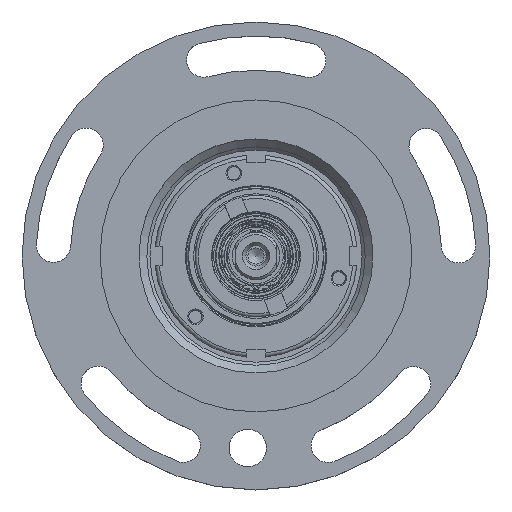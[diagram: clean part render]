
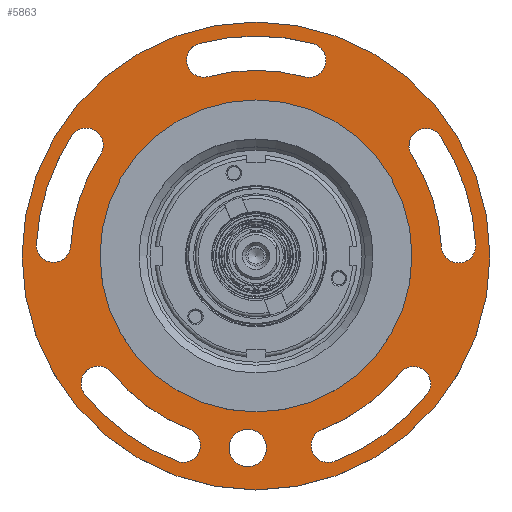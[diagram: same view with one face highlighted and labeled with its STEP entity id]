
A CAD part, top view. The second image highlights one B-rep face of the part: STEP entity #5863.
In plain terms, the highlighted planar face has unit normal (0, 0, 1).
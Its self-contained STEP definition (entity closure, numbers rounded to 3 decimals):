
#5863=ADVANCED_FACE('',(#6908,#6909,#6910,#6911,#6912,#6913,#6914,#6915),
#6214,.T.);
#6214=PLANE('',#14332);
#6908=FACE_BOUND('',#7936,.T.);
#6909=FACE_BOUND('',#7937,.T.);
#6910=FACE_BOUND('',#7938,.T.);
#6911=FACE_BOUND('',#7939,.T.);
#6912=FACE_BOUND('',#7940,.T.);
#6913=FACE_BOUND('',#7941,.T.);
#6914=FACE_BOUND('',#7942,.T.);
#6915=FACE_BOUND('',#7943,.T.);
#7936=EDGE_LOOP('',(#10192));
#7937=EDGE_LOOP('',(#10193,#10194,#10195,#10196));
#7938=EDGE_LOOP('',(#10197,#10198,#10199,#10200));
#7939=EDGE_LOOP('',(#10201));
#7940=EDGE_LOOP('',(#10202));
#7941=EDGE_LOOP('',(#10203,#10204,#10205,#10206));
#7942=EDGE_LOOP('',(#10207,#10208,#10209,#10210));
#7943=EDGE_LOOP('',(#10211,#10212,#10213,#10214));
#10192=ORIENTED_EDGE('',*,*,#12397,.F.);
#10193=ORIENTED_EDGE('',*,*,#12398,.T.);
#10194=ORIENTED_EDGE('',*,*,#12399,.T.);
#10195=ORIENTED_EDGE('',*,*,#12400,.T.);
#10196=ORIENTED_EDGE('',*,*,#12401,.T.);
#10197=ORIENTED_EDGE('',*,*,#12402,.T.);
#10198=ORIENTED_EDGE('',*,*,#12403,.T.);
#10199=ORIENTED_EDGE('',*,*,#12404,.T.);
#10200=ORIENTED_EDGE('',*,*,#12405,.T.);
#10201=ORIENTED_EDGE('',*,*,#12406,.F.);
#10202=ORIENTED_EDGE('',*,*,#12407,.F.);
#10203=ORIENTED_EDGE('',*,*,#12408,.T.);
#10204=ORIENTED_EDGE('',*,*,#12409,.T.);
#10205=ORIENTED_EDGE('',*,*,#12410,.T.);
#10206=ORIENTED_EDGE('',*,*,#12411,.T.);
#10207=ORIENTED_EDGE('',*,*,#12412,.T.);
#10208=ORIENTED_EDGE('',*,*,#12413,.T.);
#10209=ORIENTED_EDGE('',*,*,#12414,.T.);
#10210=ORIENTED_EDGE('',*,*,#12415,.T.);
#10211=ORIENTED_EDGE('',*,*,#12416,.T.);
#10212=ORIENTED_EDGE('',*,*,#12417,.T.);
#10213=ORIENTED_EDGE('',*,*,#12418,.T.);
#10214=ORIENTED_EDGE('',*,*,#12419,.T.);
#11241=VERTEX_POINT('',#21571);
#11242=VERTEX_POINT('',#21573);
#11243=VERTEX_POINT('',#21574);
#11244=VERTEX_POINT('',#21576);
#11245=VERTEX_POINT('',#21578);
#11246=VERTEX_POINT('',#21581);
#11247=VERTEX_POINT('',#21582);
#11248=VERTEX_POINT('',#21584);
#11249=VERTEX_POINT('',#21586);
#11250=VERTEX_POINT('',#21589);
#11251=VERTEX_POINT('',#21591);
#11252=VERTEX_POINT('',#21593);
#11253=VERTEX_POINT('',#21594);
#11254=VERTEX_POINT('',#21596);
#11255=VERTEX_POINT('',#21598);
#11256=VERTEX_POINT('',#21601);
#11257=VERTEX_POINT('',#21602);
#11258=VERTEX_POINT('',#21604);
#11259=VERTEX_POINT('',#21606);
#11260=VERTEX_POINT('',#21609);
#11261=VERTEX_POINT('',#21610);
#11262=VERTEX_POINT('',#21612);
#11263=VERTEX_POINT('',#21614);
#12397=EDGE_CURVE('',#11241,#11241,#13051,.T.);
#12398=EDGE_CURVE('',#11242,#11243,#13052,.T.);
#12399=EDGE_CURVE('',#11243,#11244,#13053,.T.);
#12400=EDGE_CURVE('',#11244,#11245,#13054,.T.);
#12401=EDGE_CURVE('',#11245,#11242,#13055,.T.);
#12402=EDGE_CURVE('',#11246,#11247,#13056,.T.);
#12403=EDGE_CURVE('',#11247,#11248,#13057,.T.);
#12404=EDGE_CURVE('',#11248,#11249,#13058,.T.);
#12405=EDGE_CURVE('',#11249,#11246,#13059,.T.);
#12406=EDGE_CURVE('',#11250,#11250,#13060,.T.);
#12407=EDGE_CURVE('',#11251,#11251,#13061,.T.);
#12408=EDGE_CURVE('',#11252,#11253,#13062,.T.);
#12409=EDGE_CURVE('',#11253,#11254,#13063,.T.);
#12410=EDGE_CURVE('',#11254,#11255,#13064,.T.);
#12411=EDGE_CURVE('',#11255,#11252,#13065,.T.);
#12412=EDGE_CURVE('',#11256,#11257,#13066,.T.);
#12413=EDGE_CURVE('',#11257,#11258,#13067,.T.);
#12414=EDGE_CURVE('',#11258,#11259,#13068,.T.);
#12415=EDGE_CURVE('',#11259,#11256,#13069,.T.);
#12416=EDGE_CURVE('',#11260,#11261,#13070,.T.);
#12417=EDGE_CURVE('',#11261,#11262,#13071,.T.);
#12418=EDGE_CURVE('',#11262,#11263,#13072,.T.);
#12419=EDGE_CURVE('',#11263,#11260,#13073,.T.);
#13051=CIRCLE('',#14309,6.);
#13052=CIRCLE('',#14310,5.5);
#13053=CIRCLE('',#14311,59.5);
#13054=CIRCLE('',#14312,5.5);
#13055=CIRCLE('',#14313,70.5);
#13056=CIRCLE('',#14314,5.5);
#13057=CIRCLE('',#14315,59.5);
#13058=CIRCLE('',#14316,5.5);
#13059=CIRCLE('',#14317,70.5);
#13060=CIRCLE('',#14318,75.);
#13061=CIRCLE('',#14319,50.);
#13062=CIRCLE('',#14320,5.5);
#13063=CIRCLE('',#14321,59.5);
#13064=CIRCLE('',#14322,5.5);
#13065=CIRCLE('',#14323,70.5);
#13066=CIRCLE('',#14324,5.5);
#13067=CIRCLE('',#14325,59.5);
#13068=CIRCLE('',#14326,5.5);
#13069=CIRCLE('',#14327,70.5);
#13070=CIRCLE('',#14328,5.5);
#13071=CIRCLE('',#14329,59.5);
#13072=CIRCLE('',#14330,5.5);
#13073=CIRCLE('',#14331,70.5);
#14309=AXIS2_PLACEMENT_3D('',#21570,#17200,#17201);
#14310=AXIS2_PLACEMENT_3D('',#21572,#17202,#17203);
#14311=AXIS2_PLACEMENT_3D('',#21575,#17204,#17205);
#14312=AXIS2_PLACEMENT_3D('',#21577,#17206,#17207);
#14313=AXIS2_PLACEMENT_3D('',#21579,#17208,#17209);
#14314=AXIS2_PLACEMENT_3D('',#21580,#17210,#17211);
#14315=AXIS2_PLACEMENT_3D('',#21583,#17212,#17213);
#14316=AXIS2_PLACEMENT_3D('',#21585,#17214,#17215);
#14317=AXIS2_PLACEMENT_3D('',#21587,#17216,#17217);
#14318=AXIS2_PLACEMENT_3D('',#21588,#17218,#17219);
#14319=AXIS2_PLACEMENT_3D('',#21590,#17220,#17221);
#14320=AXIS2_PLACEMENT_3D('',#21592,#17222,#17223);
#14321=AXIS2_PLACEMENT_3D('',#21595,#17224,#17225);
#14322=AXIS2_PLACEMENT_3D('',#21597,#17226,#17227);
#14323=AXIS2_PLACEMENT_3D('',#21599,#17228,#17229);
#14324=AXIS2_PLACEMENT_3D('',#21600,#17230,#17231);
#14325=AXIS2_PLACEMENT_3D('',#21603,#17232,#17233);
#14326=AXIS2_PLACEMENT_3D('',#21605,#17234,#17235);
#14327=AXIS2_PLACEMENT_3D('',#21607,#17236,#17237);
#14328=AXIS2_PLACEMENT_3D('',#21608,#17238,#17239);
#14329=AXIS2_PLACEMENT_3D('',#21611,#17240,#17241);
#14330=AXIS2_PLACEMENT_3D('',#21613,#17242,#17243);
#14331=AXIS2_PLACEMENT_3D('',#21615,#17244,#17245);
#14332=AXIS2_PLACEMENT_3D('',#21616,#17246,#17247);
#17200=DIRECTION('',(0.,0.,1.));
#17201=DIRECTION('',(1.,0.,0.));
#17202=DIRECTION('',(0.,0.,-1.));
#17203=DIRECTION('',(1.,0.,0.));
#17204=DIRECTION('',(0.,0.,1.));
#17205=DIRECTION('',(1.,0.,0.));
#17206=DIRECTION('',(0.,0.,-1.));
#17207=DIRECTION('',(1.,0.,0.));
#17208=DIRECTION('',(0.,0.,-1.));
#17209=DIRECTION('',(1.,0.,0.));
#17210=DIRECTION('',(0.,0.,-1.));
#17211=DIRECTION('',(1.,0.,0.));
#17212=DIRECTION('',(0.,0.,1.));
#17213=DIRECTION('',(1.,0.,0.));
#17214=DIRECTION('',(0.,0.,-1.));
#17215=DIRECTION('',(1.,0.,0.));
#17216=DIRECTION('',(0.,0.,-1.));
#17217=DIRECTION('',(1.,0.,0.));
#17218=DIRECTION('',(0.,0.,-1.));
#17219=DIRECTION('',(-1.,0.,0.));
#17220=DIRECTION('',(0.,0.,1.));
#17221=DIRECTION('',(1.,0.,0.));
#17222=DIRECTION('',(0.,0.,-1.));
#17223=DIRECTION('',(1.,0.,0.));
#17224=DIRECTION('',(0.,0.,1.));
#17225=DIRECTION('',(1.,0.,0.));
#17226=DIRECTION('',(0.,0.,-1.));
#17227=DIRECTION('',(1.,0.,0.));
#17228=DIRECTION('',(0.,0.,-1.));
#17229=DIRECTION('',(1.,0.,0.));
#17230=DIRECTION('',(0.,0.,-1.));
#17231=DIRECTION('',(1.,0.,0.));
#17232=DIRECTION('',(0.,0.,1.));
#17233=DIRECTION('',(1.,0.,0.));
#17234=DIRECTION('',(0.,0.,-1.));
#17235=DIRECTION('',(1.,0.,0.));
#17236=DIRECTION('',(0.,0.,-1.));
#17237=DIRECTION('',(1.,0.,0.));
#17238=DIRECTION('',(0.,0.,-1.));
#17239=DIRECTION('',(1.,0.,0.));
#17240=DIRECTION('',(0.,0.,1.));
#17241=DIRECTION('',(1.,0.,0.));
#17242=DIRECTION('',(0.,0.,-1.));
#17243=DIRECTION('',(1.,0.,0.));
#17244=DIRECTION('',(0.,0.,-1.));
#17245=DIRECTION('',(1.,0.,0.));
#17246=DIRECTION('',(0.,0.,1.));
#17247=DIRECTION('',(1.,0.,0.));
#21570=CARTESIAN_POINT('',(-2.,-61.538,205.8));
#21571=CARTESIAN_POINT('',(4.,-61.538,205.8));
#21572=CARTESIAN_POINT('',(-49.952,-40.8,205.8));
#21573=CARTESIAN_POINT('',(-54.234,-44.252,205.8));
#21574=CARTESIAN_POINT('',(-45.686,-37.328,205.8));
#21575=CARTESIAN_POINT('',(0.648,0.,205.8));
#21576=CARTESIAN_POINT('',(-20.675,-55.548,205.8));
#21577=CARTESIAN_POINT('',(-22.672,-60.673,205.8));
#21578=CARTESIAN_POINT('',(-24.645,-65.807,205.8));
#21579=CARTESIAN_POINT('',(0.648,0.,205.8));
#21580=CARTESIAN_POINT('',(65.566,3.266,205.8));
#21581=CARTESIAN_POINT('',(71.059,3.542,205.8));
#21582=CARTESIAN_POINT('',(60.074,2.965,205.8));
#21583=CARTESIAN_POINT('',(0.648,0.,205.8));
#21584=CARTESIAN_POINT('',(50.549,32.406,205.8));
#21585=CARTESIAN_POINT('',(55.176,35.379,205.8));
#21586=CARTESIAN_POINT('',(59.79,38.372,205.8));
#21587=CARTESIAN_POINT('',(0.648,0.,205.8));
#21588=CARTESIAN_POINT('',(0.648,0.,205.8));
#21589=CARTESIAN_POINT('',(-74.352,0.,205.8));
#21590=CARTESIAN_POINT('',(0.648,0.,205.8));
#21591=CARTESIAN_POINT('',(50.648,0.,205.8));
#21592=CARTESIAN_POINT('',(17.602,62.75,205.8));
#21593=CARTESIAN_POINT('',(19.037,68.059,205.8));
#21594=CARTESIAN_POINT('',(16.192,57.434,205.8));
#21595=CARTESIAN_POINT('',(0.648,0.,205.8));
#21596=CARTESIAN_POINT('',(-14.752,57.473,205.8));
#21597=CARTESIAN_POINT('',(-16.149,62.792,205.8));
#21598=CARTESIAN_POINT('',(-17.57,68.105,205.8));
#21599=CARTESIAN_POINT('',(0.648,0.,205.8));
#21600=CARTESIAN_POINT('',(23.815,-60.731,205.8));
#21601=CARTESIAN_POINT('',(25.775,-65.87,205.8));
#21602=CARTESIAN_POINT('',(21.831,-55.602,205.8));
#21603=CARTESIAN_POINT('',(0.648,0.,205.8));
#21604=CARTESIAN_POINT('',(46.888,-37.445,205.8));
#21605=CARTESIAN_POINT('',(51.145,-40.927,205.8));
#21606=CARTESIAN_POINT('',(55.418,-44.39,205.8));
#21607=CARTESIAN_POINT('',(0.648,0.,205.8));
#21608=CARTESIAN_POINT('',(-53.792,35.516,205.8));
#21609=CARTESIAN_POINT('',(-58.398,38.521,205.8));
#21610=CARTESIAN_POINT('',(-49.172,32.531,205.8));
#21611=CARTESIAN_POINT('',(0.648,0.,205.8));
#21612=CARTESIAN_POINT('',(-58.771,3.114,205.8));
#21613=CARTESIAN_POINT('',(-64.262,3.429,205.8));
#21614=CARTESIAN_POINT('',(-69.754,3.719,205.8));
#21615=CARTESIAN_POINT('',(0.648,0.,205.8));
#21616=CARTESIAN_POINT('',(0.648,0.,205.8));
